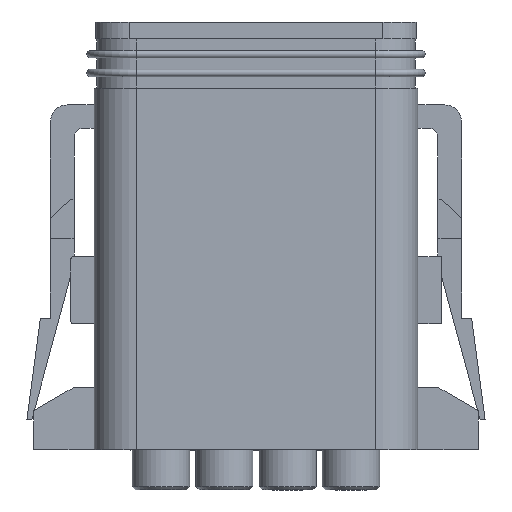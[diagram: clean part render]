
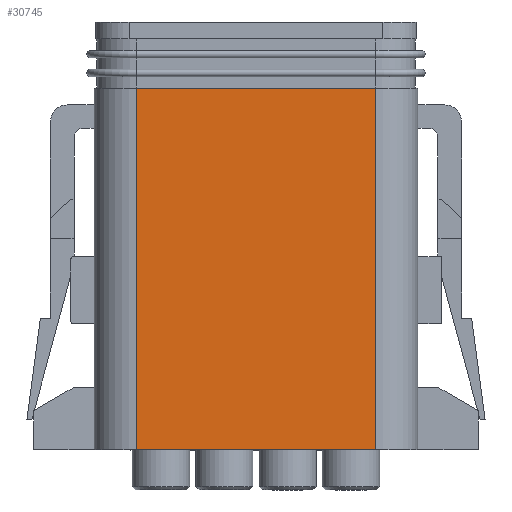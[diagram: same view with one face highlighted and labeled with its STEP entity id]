
A CAD part, left-side view. The second image highlights one B-rep face of the part: STEP entity #30745.
In plain terms, the highlighted planar face has unit normal (-1, 0, 0).
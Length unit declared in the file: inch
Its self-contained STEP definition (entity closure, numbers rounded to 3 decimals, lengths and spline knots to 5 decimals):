
#1642 = ORIENTED_EDGE ( 'NONE', *, *, #12047, .T. ) ;
#1643 = ORIENTED_EDGE ( 'NONE', *, *, #12059, .F. ) ;
#1644 = ORIENTED_EDGE ( 'NONE', *, *, #12054, .T. ) ;
#1645 = ORIENTED_EDGE ( 'NONE', *, *, #31256, .T. ) ;
#3033 = VERTEX_POINT ( 'NONE', #15278 ) ;
#3075 = VERTEX_POINT ( 'NONE', #22291 ) ;
#3633 = EDGE_LOOP ( 'NONE', ( #1642, #1643, #1644, #1645 ) ) ;
#4963 = AXIS2_PLACEMENT_3D ( 'NONE', #17339, #17364, #17365 ) ;
#12047 = EDGE_CURVE ( 'NONE', #3033, #15528, #14789, .T. ) ;
#12054 = EDGE_CURVE ( 'NONE', #15525, #3075, #14799, .T. ) ;
#12059 = EDGE_CURVE ( 'NONE', #15525, #15528, #14811, .T. ) ;
#14777 = VECTOR ( 'NONE', #34205, 39.37008 ) ;
#14789 = LINE ( 'NONE', #34204, #14777 ) ;
#14799 = LINE ( 'NONE', #34211, #14803 ) ;
#14803 = VECTOR ( 'NONE', #34223, 39.37008 ) ;
#14804 = VECTOR ( 'NONE', #34235, 39.37008 ) ;
#14811 = LINE ( 'NONE', #34224, #14804 ) ;
#15278 = CARTESIAN_POINT ( 'NONE',  ( -0.3825, -0.355, -1.218 ) ) ;
#15525 = VERTEX_POINT ( 'NONE', #35013 ) ;
#15528 = VERTEX_POINT ( 'NONE', #35016 ) ;
#17339 = CARTESIAN_POINT ( 'NONE',  ( -0.3825, -0.48, -1.218 ) ) ;
#17351 = PLANE ( 'NONE',  #4963 ) ;
#17364 = DIRECTION ( 'NONE',  ( -1., 0., 0. ) ) ;
#17365 = DIRECTION ( 'NONE',  ( 0., 0., 1. ) ) ;
#18602 = FACE_OUTER_BOUND ( 'NONE', #3633, .T. ) ;
#22291 = CARTESIAN_POINT ( 'NONE',  ( -0.3825, 0.355, -1.218 ) ) ;
#30745 = ADVANCED_FACE ( 'NONE', ( #18602 ), #17351, .T. ) ;
#31256 = EDGE_CURVE ( 'NONE', #3075, #3033, #35826, .T. ) ;
#33463 = CARTESIAN_POINT ( 'NONE',  ( -0.3825, -0.48, -1.218 ) ) ;
#33464 = DIRECTION ( 'NONE',  ( 0., -1., 0. ) ) ;
#34204 = CARTESIAN_POINT ( 'NONE',  ( -0.3825, -0.355, -1.218 ) ) ;
#34205 = DIRECTION ( 'NONE',  ( 0., 0., 1. ) ) ;
#34211 = CARTESIAN_POINT ( 'NONE',  ( -0.3825, 0.355, -1.218 ) ) ;
#34223 = DIRECTION ( 'NONE',  ( 0., 0., -1. ) ) ;
#34224 = CARTESIAN_POINT ( 'NONE',  ( -0.3825, 0.355, -0.145 ) ) ;
#34235 = DIRECTION ( 'NONE',  ( 0., -1., 0. ) ) ;
#35013 = CARTESIAN_POINT ( 'NONE',  ( -0.3825, 0.355, -0.145 ) ) ;
#35016 = CARTESIAN_POINT ( 'NONE',  ( -0.3825, -0.355, -0.145 ) ) ;
#35826 = LINE ( 'NONE', #33463, #35827 ) ;
#35827 = VECTOR ( 'NONE', #33464, 39.37008 ) ;
